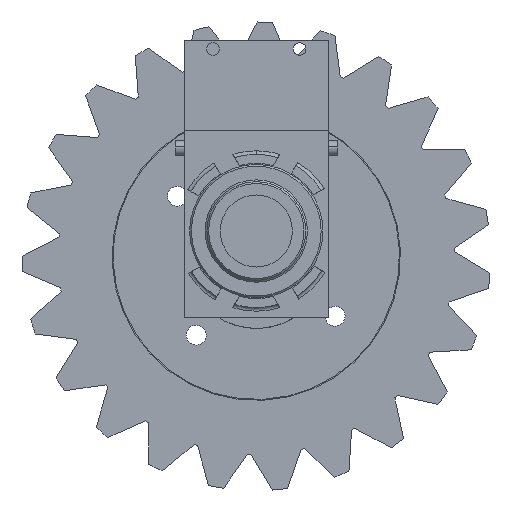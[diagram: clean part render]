
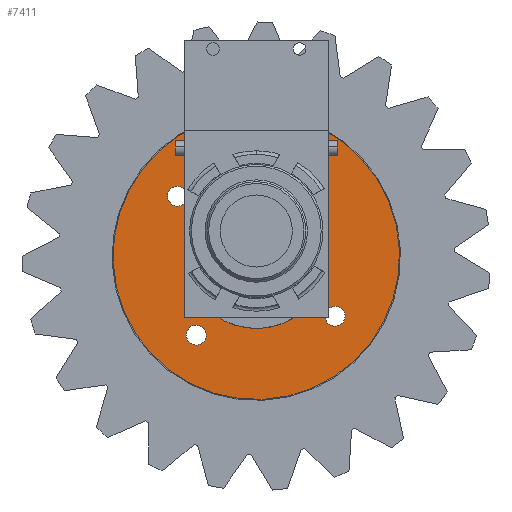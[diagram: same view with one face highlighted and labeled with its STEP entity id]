
A CAD part, left-side view. The second image highlights one B-rep face of the part: STEP entity #7411.
In plain terms, the highlighted face is planar.
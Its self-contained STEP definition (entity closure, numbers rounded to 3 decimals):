
#47 = CARTESIAN_POINT ( 'NONE',  ( 20., 0., 8. ) ) ;
#79 = CARTESIAN_POINT ( 'NONE',  ( -27.5, 0., 8. ) ) ;
#213 = CIRCLE ( 'NONE', #15309, 39.75 ) ;
#376 = ORIENTED_EDGE ( 'NONE', *, *, #17742, .T. ) ;
#458 = CIRCLE ( 'NONE', #793, 2.75 ) ;
#461 = CARTESIAN_POINT ( 'NONE',  ( 0., 27.5, 8. ) ) ;
#555 = EDGE_CURVE ( 'NONE', #1652, #4054, #213, .T. ) ;
#609 = CARTESIAN_POINT ( 'NONE',  ( 0., 0., 8. ) ) ;
#645 = VERTEX_POINT ( 'NONE', #47 ) ;
#793 = AXIS2_PLACEMENT_3D ( 'NONE', #11248, #17260, #15770 ) ;
#1007 = CARTESIAN_POINT ( 'NONE',  ( 0., 0., 8. ) ) ;
#1652 = VERTEX_POINT ( 'NONE', #17226 ) ;
#1743 = EDGE_LOOP ( 'NONE', ( #9297, #11450 ) ) ;
#2077 = DIRECTION ( 'NONE',  ( 0., 0., 1. ) ) ;
#2377 = EDGE_CURVE ( 'NONE', #10852, #9888, #12402, .T. ) ;
#2411 = EDGE_CURVE ( 'NONE', #15598, #6714, #458, .T. ) ;
#2640 = DIRECTION ( 'NONE',  ( 0., 0., -1. ) ) ;
#2815 = FACE_BOUND ( 'NONE', #9146, .T. ) ;
#2985 = EDGE_CURVE ( 'NONE', #5336, #6064, #8344, .T. ) ;
#2992 = FACE_BOUND ( 'NONE', #4431, .T. ) ;
#3040 = CIRCLE ( 'NONE', #10900, 2.75 ) ;
#3245 = ORIENTED_EDGE ( 'NONE', *, *, #3642, .T. ) ;
#3608 = DIRECTION ( 'NONE',  ( 0., 0., 1. ) ) ;
#3628 = CARTESIAN_POINT ( 'NONE',  ( -27.5, 0., 8. ) ) ;
#3642 = EDGE_CURVE ( 'NONE', #16222, #10520, #3040, .T. ) ;
#3959 = EDGE_LOOP ( 'NONE', ( #12068, #10311 ) ) ;
#4054 = VERTEX_POINT ( 'NONE', #9912 ) ;
#4365 = AXIS2_PLACEMENT_3D ( 'NONE', #6968, #2640, #8629 ) ;
#4431 = EDGE_LOOP ( 'NONE', ( #13755, #3245 ) ) ;
#4613 = AXIS2_PLACEMENT_3D ( 'NONE', #19029, #13406, #16284 ) ;
#4629 = CIRCLE ( 'NONE', #5599, 20. ) ;
#4953 = CIRCLE ( 'NONE', #9978, 20. ) ;
#5014 = CIRCLE ( 'NONE', #18522, 39.75 ) ;
#5148 = CIRCLE ( 'NONE', #13291, 2.75 ) ;
#5277 = CARTESIAN_POINT ( 'NONE',  ( 0., 27.5, 8. ) ) ;
#5336 = VERTEX_POINT ( 'NONE', #19111 ) ;
#5341 = AXIS2_PLACEMENT_3D ( 'NONE', #6231, #9173, #10745 ) ;
#5599 = AXIS2_PLACEMENT_3D ( 'NONE', #12550, #3608, #18374 ) ;
#5679 = FACE_BOUND ( 'NONE', #16039, .T. ) ;
#5683 = EDGE_CURVE ( 'NONE', #4054, #1652, #5014, .T. ) ;
#6064 = VERTEX_POINT ( 'NONE', #8782 ) ;
#6146 = EDGE_CURVE ( 'NONE', #6714, #15598, #16971, .T. ) ;
#6162 = ORIENTED_EDGE ( 'NONE', *, *, #6146, .T. ) ;
#6228 = CIRCLE ( 'NONE', #17545, 2.75 ) ;
#6231 = CARTESIAN_POINT ( 'NONE',  ( 0., -27.5, 8. ) ) ;
#6714 = VERTEX_POINT ( 'NONE', #10120 ) ;
#6968 = CARTESIAN_POINT ( 'NONE',  ( 27.5, 0., 8. ) ) ;
#6987 = DIRECTION ( 'NONE',  ( 0., 0., 1. ) ) ;
#7411 = ADVANCED_FACE ( 'NONE', ( #2992, #10274, #5679, #8991, #14698, #2815 ), #11659, .T. ) ;
#7464 = DIRECTION ( 'NONE',  ( 1., 0., 0. ) ) ;
#7503 = CIRCLE ( 'NONE', #4365, 2.75 ) ;
#7713 = CARTESIAN_POINT ( 'NONE',  ( 0., 0., 8. ) ) ;
#7731 = ORIENTED_EDGE ( 'NONE', *, *, #2411, .T. ) ;
#8147 = DIRECTION ( 'NONE',  ( 1., 0., 0. ) ) ;
#8344 = CIRCLE ( 'NONE', #16525, 2.75 ) ;
#8629 = DIRECTION ( 'NONE',  ( 1., 0., 0. ) ) ;
#8782 = CARTESIAN_POINT ( 'NONE',  ( -30.25, 0., 8. ) ) ;
#8991 = FACE_BOUND ( 'NONE', #15119, .T. ) ;
#9146 = EDGE_LOOP ( 'NONE', ( #15433, #19220 ) ) ;
#9173 = DIRECTION ( 'NONE',  ( 0., 0., -1. ) ) ;
#9297 = ORIENTED_EDGE ( 'NONE', *, *, #2377, .T. ) ;
#9428 = CARTESIAN_POINT ( 'NONE',  ( -2.75, 27.5, 8. ) ) ;
#9623 = DIRECTION ( 'NONE',  ( 0., 0., -1. ) ) ;
#9774 = DIRECTION ( 'NONE',  ( 0., 0., -1. ) ) ;
#9888 = VERTEX_POINT ( 'NONE', #14368 ) ;
#9889 = AXIS2_PLACEMENT_3D ( 'NONE', #14179, #9774, #13823 ) ;
#9912 = CARTESIAN_POINT ( 'NONE',  ( -39.75, 0., 8. ) ) ;
#9978 = AXIS2_PLACEMENT_3D ( 'NONE', #1007, #6987, #13072 ) ;
#9996 = DIRECTION ( 'NONE',  ( 1., 0., 0. ) ) ;
#10120 = CARTESIAN_POINT ( 'NONE',  ( -2.75, -27.5, 8. ) ) ;
#10274 = FACE_BOUND ( 'NONE', #1743, .T. ) ;
#10311 = ORIENTED_EDGE ( 'NONE', *, *, #555, .T. ) ;
#10520 = VERTEX_POINT ( 'NONE', #9428 ) ;
#10745 = DIRECTION ( 'NONE',  ( 1., 0., 0. ) ) ;
#10804 = EDGE_CURVE ( 'NONE', #10520, #16222, #5148, .T. ) ;
#10852 = VERTEX_POINT ( 'NONE', #12367 ) ;
#10900 = AXIS2_PLACEMENT_3D ( 'NONE', #5277, #15713, #9996 ) ;
#11248 = CARTESIAN_POINT ( 'NONE',  ( 0., -27.5, 8. ) ) ;
#11450 = ORIENTED_EDGE ( 'NONE', *, *, #19146, .T. ) ;
#11659 = PLANE ( 'NONE',  #4613 ) ;
#12028 = CARTESIAN_POINT ( 'NONE',  ( 2.75, -27.5, 8. ) ) ;
#12068 = ORIENTED_EDGE ( 'NONE', *, *, #5683, .T. ) ;
#12340 = DIRECTION ( 'NONE',  ( 1., 0., 0. ) ) ;
#12367 = CARTESIAN_POINT ( 'NONE',  ( 24.75, 0., 8. ) ) ;
#12402 = CIRCLE ( 'NONE', #9889, 2.75 ) ;
#12550 = CARTESIAN_POINT ( 'NONE',  ( 0., 0., 8. ) ) ;
#13072 = DIRECTION ( 'NONE',  ( 1., 0., 0. ) ) ;
#13291 = AXIS2_PLACEMENT_3D ( 'NONE', #461, #13843, #15225 ) ;
#13406 = DIRECTION ( 'NONE',  ( 0., 0., 1. ) ) ;
#13755 = ORIENTED_EDGE ( 'NONE', *, *, #10804, .T. ) ;
#13823 = DIRECTION ( 'NONE',  ( 1., 0., 0. ) ) ;
#13843 = DIRECTION ( 'NONE',  ( 0., 0., -1. ) ) ;
#14179 = CARTESIAN_POINT ( 'NONE',  ( 27.5, 0., 8. ) ) ;
#14368 = CARTESIAN_POINT ( 'NONE',  ( 30.25, 0., 8. ) ) ;
#14698 = FACE_OUTER_BOUND ( 'NONE', #3959, .T. ) ;
#14858 = EDGE_CURVE ( 'NONE', #18031, #645, #4953, .T. ) ;
#15119 = EDGE_LOOP ( 'NONE', ( #376, #15520 ) ) ;
#15225 = DIRECTION ( 'NONE',  ( 1., 0., 0. ) ) ;
#15309 = AXIS2_PLACEMENT_3D ( 'NONE', #7713, #16588, #12340 ) ;
#15433 = ORIENTED_EDGE ( 'NONE', *, *, #14858, .F. ) ;
#15520 = ORIENTED_EDGE ( 'NONE', *, *, #2985, .T. ) ;
#15598 = VERTEX_POINT ( 'NONE', #12028 ) ;
#15713 = DIRECTION ( 'NONE',  ( 0., 0., -1. ) ) ;
#15770 = DIRECTION ( 'NONE',  ( 1., 0., 0. ) ) ;
#16039 = EDGE_LOOP ( 'NONE', ( #6162, #7731 ) ) ;
#16222 = VERTEX_POINT ( 'NONE', #18882 ) ;
#16284 = DIRECTION ( 'NONE',  ( 1., 0., 0. ) ) ;
#16525 = AXIS2_PLACEMENT_3D ( 'NONE', #79, #19371, #7464 ) ;
#16588 = DIRECTION ( 'NONE',  ( 0., 0., 1. ) ) ;
#16971 = CIRCLE ( 'NONE', #5341, 2.75 ) ;
#17226 = CARTESIAN_POINT ( 'NONE',  ( 39.75, 0., 8. ) ) ;
#17260 = DIRECTION ( 'NONE',  ( 0., 0., -1. ) ) ;
#17512 = EDGE_CURVE ( 'NONE', #645, #18031, #4629, .T. ) ;
#17545 = AXIS2_PLACEMENT_3D ( 'NONE', #3628, #9623, #8147 ) ;
#17742 = EDGE_CURVE ( 'NONE', #6064, #5336, #6228, .T. ) ;
#18031 = VERTEX_POINT ( 'NONE', #19254 ) ;
#18374 = DIRECTION ( 'NONE',  ( 1., 0., 0. ) ) ;
#18522 = AXIS2_PLACEMENT_3D ( 'NONE', #609, #2077, #18604 ) ;
#18604 = DIRECTION ( 'NONE',  ( 1., 0., 0. ) ) ;
#18882 = CARTESIAN_POINT ( 'NONE',  ( 2.75, 27.5, 8. ) ) ;
#19029 = CARTESIAN_POINT ( 'NONE',  ( 0., 0., 8. ) ) ;
#19111 = CARTESIAN_POINT ( 'NONE',  ( -24.75, 0., 8. ) ) ;
#19146 = EDGE_CURVE ( 'NONE', #9888, #10852, #7503, .T. ) ;
#19220 = ORIENTED_EDGE ( 'NONE', *, *, #17512, .F. ) ;
#19254 = CARTESIAN_POINT ( 'NONE',  ( -20., 0., 8. ) ) ;
#19371 = DIRECTION ( 'NONE',  ( 0., 0., -1. ) ) ;
